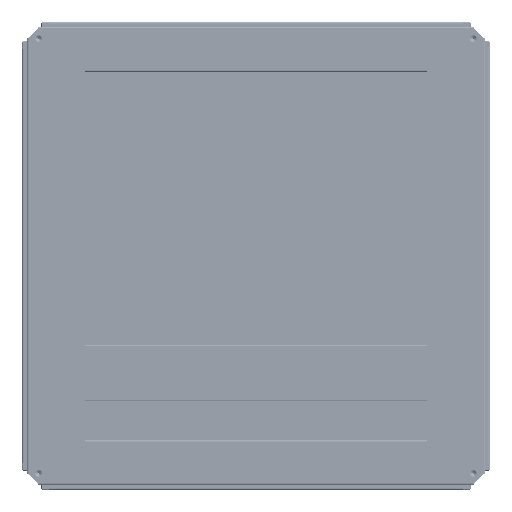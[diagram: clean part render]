
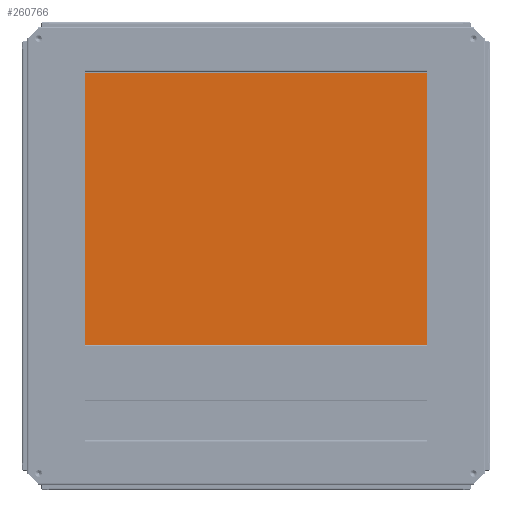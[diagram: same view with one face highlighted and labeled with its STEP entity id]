
A CAD part, front view. The second image highlights one B-rep face of the part: STEP entity #260766.
In plain terms, the highlighted planar face has unit normal (0, -1, 0).
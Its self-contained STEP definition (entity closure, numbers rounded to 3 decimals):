
#3098 = EDGE_CURVE ( 'NONE', #435351, #420275, #46924, .T. ) ;
#4268 = CARTESIAN_POINT ( 'NONE',  ( 292., 18., 312.5 ) ) ;
#7591 = VECTOR ( 'NONE', #438591, 1000. ) ;
#9130 = LINE ( 'NONE', #326084, #423366 ) ;
#13012 = ORIENTED_EDGE ( 'NONE', *, *, #250589, .F. ) ;
#13661 = DIRECTION ( 'NONE',  ( 0., 0., -1. ) ) ;
#17388 = ORIENTED_EDGE ( 'NONE', *, *, #115062, .F. ) ;
#20670 = CARTESIAN_POINT ( 'NONE',  ( -292., 18., -152.5 ) ) ;
#22123 = LINE ( 'NONE', #298206, #386881 ) ;
#24258 = VECTOR ( 'NONE', #140095, 1000. ) ;
#27093 = CARTESIAN_POINT ( 'NONE',  ( -292., 18., 315. ) ) ;
#32493 = LINE ( 'NONE', #119086, #297802 ) ;
#34966 = VECTOR ( 'NONE', #242752, 1000. ) ;
#44515 = VERTEX_POINT ( 'NONE', #58386 ) ;
#44932 = CARTESIAN_POINT ( 'NONE',  ( -292., 18., 315. ) ) ;
#46924 = LINE ( 'NONE', #4268, #24258 ) ;
#49620 = DIRECTION ( 'NONE',  ( 0., 0., 1. ) ) ;
#50363 = CARTESIAN_POINT ( 'NONE',  ( 292., 18., -152.5 ) ) ;
#56214 = LINE ( 'NONE', #196598, #454103 ) ;
#58386 = CARTESIAN_POINT ( 'NONE',  ( 292., 18., 312.5 ) ) ;
#58778 = VERTEX_POINT ( 'NONE', #425643 ) ;
#61443 = CARTESIAN_POINT ( 'NONE',  ( -292., 18., 312.5 ) ) ;
#67560 = ORIENTED_EDGE ( 'NONE', *, *, #401273, .F. ) ;
#69208 = PLANE ( 'NONE',  #447016 ) ;
#82115 = DIRECTION ( 'NONE',  ( 0., 0., 1. ) ) ;
#85008 = VECTOR ( 'NONE', #454316, 1000. ) ;
#85052 = CARTESIAN_POINT ( 'NONE',  ( -292., 18., -152.5 ) ) ;
#86583 = ORIENTED_EDGE ( 'NONE', *, *, #125998, .F. ) ;
#92351 = CARTESIAN_POINT ( 'NONE',  ( -292., 18., -154.791 ) ) ;
#96090 = LINE ( 'NONE', #421958, #85008 ) ;
#109659 = CARTESIAN_POINT ( 'NONE',  ( 308., 18., -155. ) ) ;
#111171 = EDGE_CURVE ( 'NONE', #430375, #353348, #284832, .T. ) ;
#111606 = LINE ( 'NONE', #253529, #277241 ) ;
#112986 = EDGE_CURVE ( 'NONE', #202538, #195989, #162020, .T. ) ;
#115062 = EDGE_CURVE ( 'NONE', #195989, #236690, #56214, .T. ) ;
#119086 = CARTESIAN_POINT ( 'NONE',  ( 292., 18., 312.5 ) ) ;
#119514 = DIRECTION ( 'NONE',  ( -1., 0., 0. ) ) ;
#121125 = ORIENTED_EDGE ( 'NONE', *, *, #144277, .F. ) ;
#123770 = CARTESIAN_POINT ( 'NONE',  ( -292., 18., -155. ) ) ;
#125552 = DIRECTION ( 'NONE',  ( 0., 0., -1. ) ) ;
#125998 = EDGE_CURVE ( 'NONE', #420275, #58778, #231694, .T. ) ;
#131455 = EDGE_LOOP ( 'NONE', ( #305475, #231883, #67560, #13012, #17388, #266445, #421743, #365385, #226873, #416738, #121125, #86583, #417445, #331131, #201289, #420272 ) ) ;
#140095 = DIRECTION ( 'NONE',  ( 0., 0., 1. ) ) ;
#141350 = VERTEX_POINT ( 'NONE', #61443 ) ;
#144277 = EDGE_CURVE ( 'NONE', #58778, #430375, #227641, .T. ) ;
#147615 = CARTESIAN_POINT ( 'NONE',  ( -308., 18., 315. ) ) ;
#154596 = EDGE_CURVE ( 'NONE', #299567, #270767, #22123, .T. ) ;
#158835 = VERTEX_POINT ( 'NONE', #233571 ) ;
#162020 = LINE ( 'NONE', #85052, #7591 ) ;
#167323 = EDGE_CURVE ( 'NONE', #44515, #435351, #32493, .T. ) ;
#169732 = DIRECTION ( 'NONE',  ( -1., 0., 0. ) ) ;
#173143 = DIRECTION ( 'NONE',  ( 1., 0., 0. ) ) ;
#175734 = DIRECTION ( 'NONE',  ( 0., 0., 1. ) ) ;
#195989 = VERTEX_POINT ( 'NONE', #92351 ) ;
#196029 = LINE ( 'NONE', #261250, #428271 ) ;
#196598 = CARTESIAN_POINT ( 'NONE',  ( -292., 18., -152.5 ) ) ;
#198825 = CARTESIAN_POINT ( 'NONE',  ( 292., 18., -154.791 ) ) ;
#199678 = EDGE_CURVE ( 'NONE', #200907, #158835, #334992, .T. ) ;
#200907 = VERTEX_POINT ( 'NONE', #44932 ) ;
#200978 = FACE_OUTER_BOUND ( 'NONE', #131455, .T. ) ;
#201289 = ORIENTED_EDGE ( 'NONE', *, *, #314694, .F. ) ;
#202538 = VERTEX_POINT ( 'NONE', #20670 ) ;
#205151 = DIRECTION ( 'NONE',  ( 0., 1., 0. ) ) ;
#205333 = CARTESIAN_POINT ( 'NONE',  ( 292., 18., -152.5 ) ) ;
#212362 = CARTESIAN_POINT ( 'NONE',  ( 292., 18., -155. ) ) ;
#226873 = ORIENTED_EDGE ( 'NONE', *, *, #303698, .F. ) ;
#227641 = LINE ( 'NONE', #334695, #454094 ) ;
#231694 = LINE ( 'NONE', #421371, #447039 ) ;
#231883 = ORIENTED_EDGE ( 'NONE', *, *, #255146, .F. ) ;
#233571 = CARTESIAN_POINT ( 'NONE',  ( -292., 18., 314.791 ) ) ;
#236690 = VERTEX_POINT ( 'NONE', #123770 ) ;
#241014 = VECTOR ( 'NONE', #255309, 1000. ) ;
#242752 = DIRECTION ( 'NONE',  ( 0., 0., 1. ) ) ;
#247775 = VECTOR ( 'NONE', #169732, 1000. ) ;
#250589 = EDGE_CURVE ( 'NONE', #236690, #451311, #96090, .T. ) ;
#253394 = VECTOR ( 'NONE', #451445, 1000. ) ;
#253529 = CARTESIAN_POINT ( 'NONE',  ( -308., 18., 315. ) ) ;
#255146 = EDGE_CURVE ( 'NONE', #360802, #200907, #419177, .T. ) ;
#255309 = DIRECTION ( 'NONE',  ( 0., 0., -1. ) ) ;
#255921 = LINE ( 'NONE', #349375, #34966 ) ;
#260766 = ADVANCED_FACE ( 'NONE', ( #200978 ), #69208, .F. ) ;
#261250 = CARTESIAN_POINT ( 'NONE',  ( -292., 18., 315. ) ) ;
#266445 = ORIENTED_EDGE ( 'NONE', *, *, #112986, .F. ) ;
#270767 = VERTEX_POINT ( 'NONE', #50363 ) ;
#277241 = VECTOR ( 'NONE', #286099, 1000. ) ;
#284832 = LINE ( 'NONE', #428612, #378724 ) ;
#285281 = CARTESIAN_POINT ( 'NONE',  ( -308., 18., -155. ) ) ;
#286099 = DIRECTION ( 'NONE',  ( 0., 0., 1. ) ) ;
#294840 = CARTESIAN_POINT ( 'NONE',  ( 292., 18., 315. ) ) ;
#297802 = VECTOR ( 'NONE', #82115, 1000. ) ;
#298206 = CARTESIAN_POINT ( 'NONE',  ( 292., 18., -155. ) ) ;
#299567 = VERTEX_POINT ( 'NONE', #198825 ) ;
#303698 = EDGE_CURVE ( 'NONE', #353348, #299567, #255921, .T. ) ;
#305475 = ORIENTED_EDGE ( 'NONE', *, *, #199678, .F. ) ;
#306046 = EDGE_CURVE ( 'NONE', #158835, #141350, #196029, .T. ) ;
#312824 = EDGE_CURVE ( 'NONE', #270767, #202538, #408189, .T. ) ;
#313316 = DIRECTION ( 'NONE',  ( 1., 0., 0. ) ) ;
#314694 = EDGE_CURVE ( 'NONE', #141350, #44515, #9130, .T. ) ;
#326084 = CARTESIAN_POINT ( 'NONE',  ( -292., 18., 312.5 ) ) ;
#331131 = ORIENTED_EDGE ( 'NONE', *, *, #167323, .F. ) ;
#334695 = CARTESIAN_POINT ( 'NONE',  ( 308., 18., 315. ) ) ;
#334992 = LINE ( 'NONE', #27093, #241014 ) ;
#349375 = CARTESIAN_POINT ( 'NONE',  ( 292., 18., -155. ) ) ;
#353348 = VERTEX_POINT ( 'NONE', #212362 ) ;
#360020 = CARTESIAN_POINT ( 'NONE',  ( 292., 18., 314.791 ) ) ;
#360802 = VERTEX_POINT ( 'NONE', #147615 ) ;
#365385 = ORIENTED_EDGE ( 'NONE', *, *, #154596, .F. ) ;
#378724 = VECTOR ( 'NONE', #119514, 1000. ) ;
#386881 = VECTOR ( 'NONE', #49620, 1000. ) ;
#401273 = EDGE_CURVE ( 'NONE', #451311, #360802, #111606, .T. ) ;
#403367 = DIRECTION ( 'NONE',  ( 0., 0., -1. ) ) ;
#408189 = LINE ( 'NONE', #205333, #247775 ) ;
#414496 = CARTESIAN_POINT ( 'NONE',  ( 308., 18., 315. ) ) ;
#416738 = ORIENTED_EDGE ( 'NONE', *, *, #111171, .F. ) ;
#417445 = ORIENTED_EDGE ( 'NONE', *, *, #3098, .F. ) ;
#419177 = LINE ( 'NONE', #414496, #253394 ) ;
#420272 = ORIENTED_EDGE ( 'NONE', *, *, #306046, .F. ) ;
#420275 = VERTEX_POINT ( 'NONE', #294840 ) ;
#421371 = CARTESIAN_POINT ( 'NONE',  ( 308., 18., 315. ) ) ;
#421743 = ORIENTED_EDGE ( 'NONE', *, *, #312824, .F. ) ;
#421958 = CARTESIAN_POINT ( 'NONE',  ( 308., 18., -155. ) ) ;
#423366 = VECTOR ( 'NONE', #173143, 1000. ) ;
#425643 = CARTESIAN_POINT ( 'NONE',  ( 308., 18., 315. ) ) ;
#428271 = VECTOR ( 'NONE', #403367, 1000. ) ;
#428612 = CARTESIAN_POINT ( 'NONE',  ( 308., 18., -155. ) ) ;
#430375 = VERTEX_POINT ( 'NONE', #109659 ) ;
#435351 = VERTEX_POINT ( 'NONE', #360020 ) ;
#438591 = DIRECTION ( 'NONE',  ( 0., 0., -1. ) ) ;
#447016 = AXIS2_PLACEMENT_3D ( 'NONE', #458241, #205151, #175734 ) ;
#447039 = VECTOR ( 'NONE', #313316, 1000. ) ;
#451311 = VERTEX_POINT ( 'NONE', #285281 ) ;
#451445 = DIRECTION ( 'NONE',  ( 1., 0., 0. ) ) ;
#454094 = VECTOR ( 'NONE', #13661, 1000. ) ;
#454103 = VECTOR ( 'NONE', #125552, 1000. ) ;
#454316 = DIRECTION ( 'NONE',  ( -1., 0., 0. ) ) ;
#458241 = CARTESIAN_POINT ( 'NONE',  ( 0., 18., 80. ) ) ;
